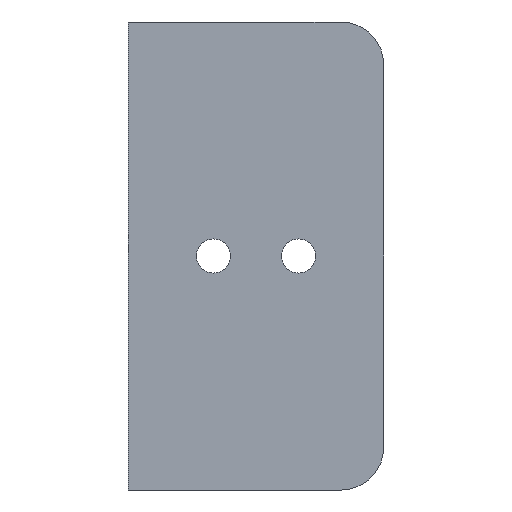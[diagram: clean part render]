
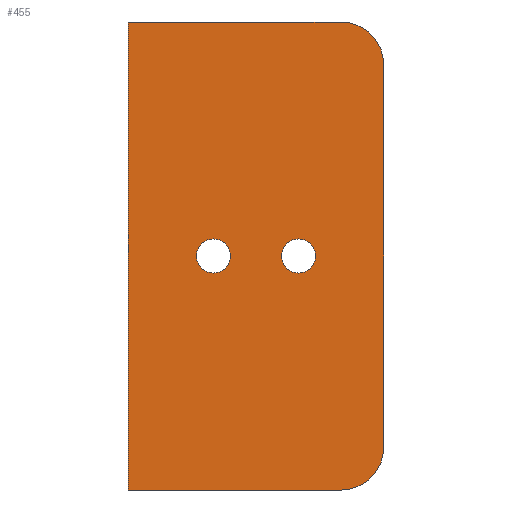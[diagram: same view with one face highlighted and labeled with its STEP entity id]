
A CAD part, left-side view. The second image highlights one B-rep face of the part: STEP entity #455.
In plain terms, the highlighted planar face has unit normal (-1, 0, 0).
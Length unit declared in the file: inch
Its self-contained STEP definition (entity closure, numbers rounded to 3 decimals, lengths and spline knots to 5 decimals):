
#22=FACE_BOUND('',#91,.T.);
#23=FACE_BOUND('',#92,.T.);
#36=PLANE('',#519);
#62=FACE_OUTER_BOUND('',#90,.T.);
#90=EDGE_LOOP('',(#409,#410,#411,#412,#413,#414));
#91=EDGE_LOOP('',(#415));
#92=EDGE_LOOP('',(#416));
#121=LINE('',#735,#165);
#124=LINE('',#744,#168);
#129=LINE('',#756,#173);
#138=LINE('',#776,#182);
#165=VECTOR('',#602,0.3937);
#168=VECTOR('',#611,0.3937);
#173=VECTOR('',#624,0.3937);
#182=VECTOR('',#647,0.3937);
#183=CIRCLE('',#481,0.1005);
#185=CIRCLE('',#484,0.1005);
#194=CIRCLE('',#504,0.25);
#195=CIRCLE('',#507,0.25);
#199=VERTEX_POINT('',#654);
#201=VERTEX_POINT('',#660);
#225=VERTEX_POINT('',#725);
#226=VERTEX_POINT('',#727);
#228=VERTEX_POINT('',#733);
#229=VERTEX_POINT('',#737);
#230=VERTEX_POINT('',#738);
#231=VERTEX_POINT('',#743);
#239=EDGE_CURVE('',#199,#199,#183,.T.);
#242=EDGE_CURVE('',#201,#201,#185,.T.);
#275=EDGE_CURVE('',#225,#226,#194,.T.);
#279=EDGE_CURVE('',#228,#225,#121,.T.);
#280=EDGE_CURVE('',#229,#230,#195,.T.);
#283=EDGE_CURVE('',#230,#231,#124,.T.);
#290=EDGE_CURVE('',#231,#228,#129,.T.);
#300=EDGE_CURVE('',#226,#229,#138,.T.);
#409=ORIENTED_EDGE('',*,*,#275,.F.);
#410=ORIENTED_EDGE('',*,*,#279,.F.);
#411=ORIENTED_EDGE('',*,*,#290,.F.);
#412=ORIENTED_EDGE('',*,*,#283,.F.);
#413=ORIENTED_EDGE('',*,*,#280,.F.);
#414=ORIENTED_EDGE('',*,*,#300,.F.);
#415=ORIENTED_EDGE('',*,*,#239,.T.);
#416=ORIENTED_EDGE('',*,*,#242,.T.);
#455=ADVANCED_FACE('',(#62,#22,#23),#36,.T.);
#481=AXIS2_PLACEMENT_3D('',#655,#526,#527);
#484=AXIS2_PLACEMENT_3D('',#661,#533,#534);
#504=AXIS2_PLACEMENT_3D('',#728,#595,#596);
#507=AXIS2_PLACEMENT_3D('',#739,#605,#606);
#519=AXIS2_PLACEMENT_3D('',#775,#645,#646);
#526=DIRECTION('center_axis',(1.,0.,0.));
#527=DIRECTION('ref_axis',(0.,0.,1.));
#533=DIRECTION('center_axis',(1.,0.,0.));
#534=DIRECTION('ref_axis',(0.,0.,1.));
#595=DIRECTION('center_axis',(1.,0.,0.));
#596=DIRECTION('ref_axis',(0.,-0.707,0.707));
#602=DIRECTION('',(0.,-1.,0.));
#605=DIRECTION('center_axis',(1.,0.,0.));
#606=DIRECTION('ref_axis',(0.,-0.707,-0.707));
#611=DIRECTION('',(0.,1.,0.));
#624=DIRECTION('',(0.,0.,1.));
#645=DIRECTION('center_axis',(-1.,0.,0.));
#646=DIRECTION('ref_axis',(0.,-1.,0.));
#647=DIRECTION('',(0.,0.,-1.));
#654=CARTESIAN_POINT('',(0.,-1.,-0.1005));
#655=CARTESIAN_POINT('Origin',(0.,-1.,0.));
#660=CARTESIAN_POINT('',(0.,-0.5,-0.1005));
#661=CARTESIAN_POINT('Origin',(0.,-0.5,0.));
#725=CARTESIAN_POINT('',(0.,-1.25,1.375));
#727=CARTESIAN_POINT('',(0.,-1.5,1.125));
#728=CARTESIAN_POINT('Origin',(0.,-1.25,1.125));
#733=CARTESIAN_POINT('',(0.,0.,1.375));
#735=CARTESIAN_POINT('',(0.,0.,1.375));
#737=CARTESIAN_POINT('',(0.,-1.5,-1.125));
#738=CARTESIAN_POINT('',(0.,-1.25,-1.375));
#739=CARTESIAN_POINT('Origin',(0.,-1.25,-1.125));
#743=CARTESIAN_POINT('',(0.,0.,-1.375));
#744=CARTESIAN_POINT('',(0.,0.,-1.375));
#756=CARTESIAN_POINT('',(0.,0.,0.));
#775=CARTESIAN_POINT('Origin',(0.,0.,0.));
#776=CARTESIAN_POINT('',(0.,-1.5,0.));
